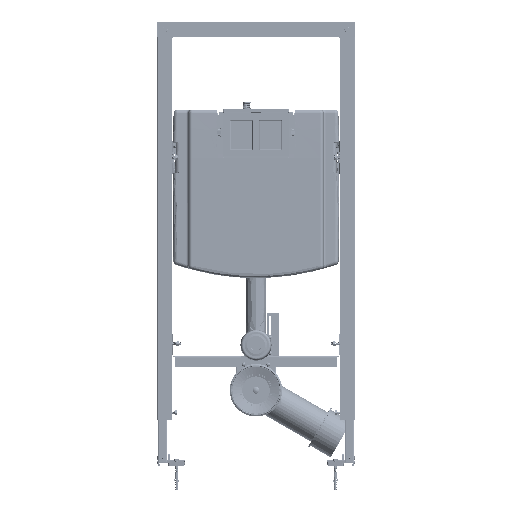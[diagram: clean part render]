
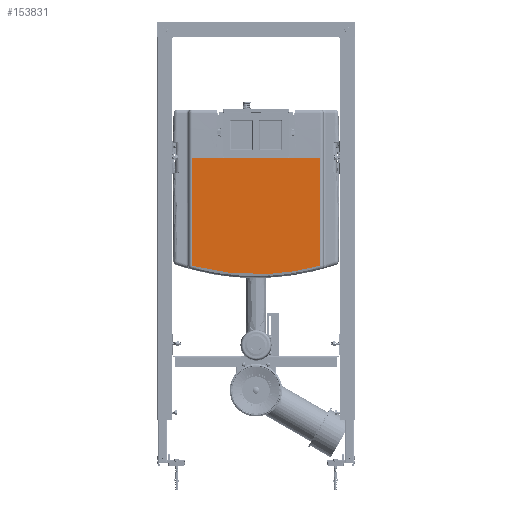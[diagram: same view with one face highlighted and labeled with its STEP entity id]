
A CAD part, top view. The second image highlights one B-rep face of the part: STEP entity #153831.
In plain terms, the highlighted cylindrical face has radius 31245.7 mm (diameter 62491.4 mm), a partial arc.
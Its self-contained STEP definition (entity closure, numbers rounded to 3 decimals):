
#149827=CARTESIAN_POINT('',(-170.,-98.467,
4.316));
#149828=CARTESIAN_POINT('',(-154.161,-102.761,
4.277));
#149829=CARTESIAN_POINT('',(-122.262,-110.124,
4.207));
#149830=CARTESIAN_POINT('',(-73.618,-117.54,
4.135));
#149831=CARTESIAN_POINT('',(-24.586,-121.254,
4.098));
#149832=CARTESIAN_POINT('',(24.586,-121.254,
4.098));
#149833=CARTESIAN_POINT('',(73.618,-117.54,
4.135));
#149834=CARTESIAN_POINT('',(122.262,-110.124,
4.207));
#149835=CARTESIAN_POINT('',(154.161,-102.761,
4.277));
#149836=CARTESIAN_POINT('',(170.,-98.467,
4.316));
#149838=CARTESIAN_POINT('',(-170.,189.,-31240.06));
#149839=DIRECTION('',(1.,0.,0.));
#149840=DIRECTION('',(0.,0.,1.));
#149841=AXIS2_PLACEMENT_3D('',#149838,#149839,#149840);
#149843=DIRECTION('',(1.,0.,0.));
#149844=VECTOR('',#149843,205.);
#149845=CARTESIAN_POINT('',(-102.5,189.,5.639));
#149846=LINE('',#149845,#149844);
#149847=CARTESIAN_POINT('',(170.,189.,-31240.06));
#149848=DIRECTION('',(-1.,0.,0.));
#149849=DIRECTION('',(0.,-0.009,1.));
#149850=AXIS2_PLACEMENT_3D('',#149847,#149848,#149849);
#150946=DIRECTION('',(-1.,0.,0.));
#150947=VECTOR('',#150946,67.5);
#150948=CARTESIAN_POINT('',(170.,189.,5.639));
#150949=LINE('',#150948,#150947);
#151017=DIRECTION('',(-1.,0.,0.));
#151018=VECTOR('',#151017,67.5);
#151019=CARTESIAN_POINT('',(-102.5,189.,5.639));
#151020=LINE('',#151019,#151018);
#152490=CARTESIAN_POINT('',(170.,189.,5.639));
#152492=VERTEX_POINT('',#152490);
#152494=CARTESIAN_POINT('',(-170.,189.,5.639));
#152496=VERTEX_POINT('',#152494);
#152518=CARTESIAN_POINT('',(170.,-98.467,4.316));
#152519=VERTEX_POINT('',#152518);
#152520=VERTEX_POINT('',#149827);
#152834=CARTESIAN_POINT('',(-102.5,189.,5.639));
#152835=CARTESIAN_POINT('',(102.5,189.,5.639));
#152836=VERTEX_POINT('',#152834);
#152837=VERTEX_POINT('',#152835);
#153814=CARTESIAN_POINT('',(-219.,189.,-31240.06));
#153815=DIRECTION('',(1.,0.,0.));
#153816=DIRECTION('',(0.,0.,-1.));
#153817=AXIS2_PLACEMENT_3D('',#153814,#153815,#153816);
#153818=CYLINDRICAL_SURFACE('',#153817,31245.698);
#153819=ORIENTED_EDGE('',*,*,#153798,.F.);
#153821=ORIENTED_EDGE('',*,*,#153820,.F.);
#153823=ORIENTED_EDGE('',*,*,#153822,.F.);
#153825=ORIENTED_EDGE('',*,*,#153824,.T.);
#153827=ORIENTED_EDGE('',*,*,#153826,.F.);
#153828=ORIENTED_EDGE('',*,*,#153715,.F.);
#153829=EDGE_LOOP('',(#153819,#153821,#153823,#153825,#153827,#153828));
#153830=FACE_OUTER_BOUND('',#153829,.F.);
#153831=ADVANCED_FACE('',(#153830),#153818,.T.);
#149837=B_SPLINE_CURVE_WITH_KNOTS('',3,(#149827,#149828,#149829,#149830,#149831,
#149832,#149833,#149834,#149835,#149836),.UNSPECIFIED.,.F.,.F.,(4,1,1,1,1,1,1,
4),(0.,0.143,0.286,0.429,
0.571,0.714,0.857,1.),.UNSPECIFIED.);
#149842=CIRCLE('',#149841,31245.698);
#149851=CIRCLE('',#149850,31245.698);
#153715=EDGE_CURVE('',#152519,#152492,#149851,.T.);
#153798=EDGE_CURVE('',#152520,#152519,#149837,.T.);
#153820=EDGE_CURVE('',#152496,#152520,#149842,.T.);
#153822=EDGE_CURVE('',#152836,#152496,#151020,.T.);
#153824=EDGE_CURVE('',#152836,#152837,#149846,.T.);
#153826=EDGE_CURVE('',#152492,#152837,#150949,.T.);
